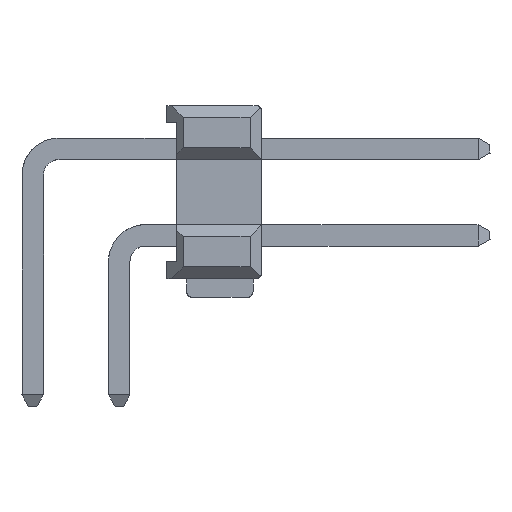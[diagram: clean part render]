
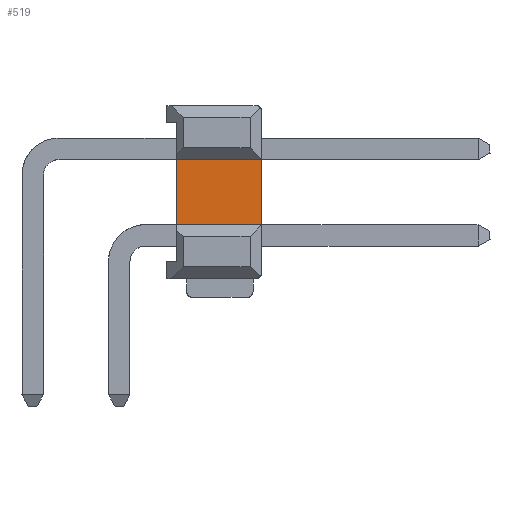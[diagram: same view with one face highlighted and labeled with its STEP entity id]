
A CAD part, left-side view. The second image highlights one B-rep face of the part: STEP entity #519.
In plain terms, the highlighted planar face has unit normal (-1, 0, 0).
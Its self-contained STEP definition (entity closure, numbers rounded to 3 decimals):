
#519=ADVANCED_FACE('',(#1319),#26204,.T.);
#1319=FACE_OUTER_BOUND('',#2122,.T.);
#2122=EDGE_LOOP('',(#3135,#3136,#3137,#3138));
#3135=ORIENTED_EDGE('',*,*,#17494,.T.);
#3136=ORIENTED_EDGE('',*,*,#17484,.F.);
#3137=ORIENTED_EDGE('',*,*,#17491,.F.);
#3138=ORIENTED_EDGE('',*,*,#17487,.F.);
#6919=(
BOUNDED_CURVE()
B_SPLINE_CURVE(1,(#29204,#29205,#29206,#29207),.UNSPECIFIED.,.F.,.F.)
B_SPLINE_CURVE_WITH_KNOTS((2,1,1,2),(-12.607,-11.825,
-11.479,-10.697),.UNSPECIFIED.)
CURVE()
GEOMETRIC_REPRESENTATION_ITEM()
RATIONAL_B_SPLINE_CURVE((1.,1.,1.,1.))
REPRESENTATION_ITEM('')
);
#6922=(
BOUNDED_CURVE()
B_SPLINE_CURVE(1,(#29222,#29223,#29224,#29225),.UNSPECIFIED.,.F.,.F.)
B_SPLINE_CURVE_WITH_KNOTS((2,1,1,2),(-12.607,-11.825,
-11.479,-10.697),.UNSPECIFIED.)
CURVE()
GEOMETRIC_REPRESENTATION_ITEM()
RATIONAL_B_SPLINE_CURVE((1.,1.,1.,1.))
REPRESENTATION_ITEM('')
);
#7592=PCURVE('',#26198,#11572);
#7604=PCURVE('',#26200,#11584);
#7613=PCURVE('',#26202,#11593);
#7635=PCURVE('',#26204,#11615);
#7636=PCURVE('',#26204,#11616);
#7637=PCURVE('',#26204,#11617);
#7638=PCURVE('',#26204,#11618);
#7641=PCURVE('',#26205,#11621);
#11572=DEFINITIONAL_REPRESENTATION('',(#19628),#46566);
#11584=DEFINITIONAL_REPRESENTATION('',(#19643),#46566);
#11593=DEFINITIONAL_REPRESENTATION('',(#19656),#46566);
#11615=DEFINITIONAL_REPRESENTATION('',(#19680),#46566);
#11616=DEFINITIONAL_REPRESENTATION('',(#19681),#46566);
#11617=DEFINITIONAL_REPRESENTATION('',(#19682),#46566);
#11618=DEFINITIONAL_REPRESENTATION('',(#19683),#46566);
#11621=DEFINITIONAL_REPRESENTATION('',(#6922),#46566);
#15494=SURFACE_CURVE('',#19627,(#7592,#7636),.PCURVE_S1.);
#15497=SURFACE_CURVE('',#19642,(#7604,#7638),.PCURVE_S1.);
#15501=SURFACE_CURVE('',#19655,(#7613,#7637),.PCURVE_S1.);
#15504=SURFACE_CURVE('',#6919,(#7635,#7641),.PCURVE_S1.);
#17484=EDGE_CURVE('',#24900,#24894,#15494,.T.);
#17487=EDGE_CURVE('',#24898,#24902,#15497,.T.);
#17491=EDGE_CURVE('',#24902,#24900,#15501,.T.);
#17494=EDGE_CURVE('',#24898,#24894,#15504,.T.);
#19627=B_SPLINE_CURVE_WITH_KNOTS('',1,(#29076,#29077),.UNSPECIFIED.,.F.,
 .F.,(2,2),(-4.97,-2.47),.UNSPECIFIED.);
#19628=B_SPLINE_CURVE_WITH_KNOTS('',1,(#29078,#29079),.UNSPECIFIED.,.F.,
 .F.,(2,2),(-4.97,-2.47),.UNSPECIFIED.);
#19642=B_SPLINE_CURVE_WITH_KNOTS('',1,(#29118,#29119),.UNSPECIFIED.,.F.,
 .F.,(2,2),(-9.38,-6.88),.UNSPECIFIED.);
#19643=B_SPLINE_CURVE_WITH_KNOTS('',1,(#29120,#29121),.UNSPECIFIED.,.F.,
 .F.,(2,2),(-9.38,-6.88),.UNSPECIFIED.);
#19655=B_SPLINE_CURVE_WITH_KNOTS('',1,(#29149,#29150),.UNSPECIFIED.,.F.,
 .F.,(2,2),(-6.88,-4.97),.UNSPECIFIED.);
#19656=B_SPLINE_CURVE_WITH_KNOTS('',1,(#29151,#29152),.UNSPECIFIED.,.F.,
 .F.,(2,2),(-6.88,-4.97),.UNSPECIFIED.);
#19680=B_SPLINE_CURVE_WITH_KNOTS('',1,(#29208,#29209,#29210,#29211),
 .UNSPECIFIED.,.F.,.F.,(2,1,1,2),(-12.607,-11.825,-11.479,
-10.697),.UNSPECIFIED.);
#19681=B_SPLINE_CURVE_WITH_KNOTS('',1,(#29212,#29213),.UNSPECIFIED.,.F.,
 .F.,(2,2),(-4.97,-2.47),.UNSPECIFIED.);
#19682=B_SPLINE_CURVE_WITH_KNOTS('',1,(#29214,#29215),.UNSPECIFIED.,.F.,
 .F.,(2,2),(-6.88,-4.97),.UNSPECIFIED.);
#19683=B_SPLINE_CURVE_WITH_KNOTS('',1,(#29216,#29217),.UNSPECIFIED.,.F.,
 .F.,(2,2),(-9.38,-6.88),.UNSPECIFIED.);
#24894=VERTEX_POINT('',#28340);
#24898=VERTEX_POINT('',#28344);
#24900=VERTEX_POINT('',#28346);
#24902=VERTEX_POINT('',#28348);
#26198=PLANE('',#26888);
#26200=PLANE('',#26890);
#26202=PLANE('',#26892);
#26204=PLANE('',#26894);
#26205=PLANE('',#26895);
#26888=AXIS2_PLACEMENT_3D('',#28249,#27562,$);
#26890=AXIS2_PLACEMENT_3D('',#28251,#27564,$);
#26892=AXIS2_PLACEMENT_3D('',#28253,#27566,$);
#26894=AXIS2_PLACEMENT_3D('',#28255,#27568,$);
#26895=AXIS2_PLACEMENT_3D('',#28256,#27569,$);
#27562=DIRECTION('',(-0.707,0.,-0.707));
#27564=DIRECTION('',(-0.707,0.,0.707));
#27566=DIRECTION('',(0.,1.,0.));
#27568=DIRECTION('',(-1.,0.,0.));
#27569=DIRECTION('',(0.,-1.,0.));
#28249=CARTESIAN_POINT('',(-0.925,2.163,4.045));
#28251=CARTESIAN_POINT('',(-0.925,2.163,2.135));
#28253=CARTESIAN_POINT('',(-1.08,-1.687,1.05));
#28255=CARTESIAN_POINT('',(-0.925,-1.662,4.064));
#28256=CARTESIAN_POINT('',(0.943,-4.187,5.505));
#28340=CARTESIAN_POINT('',(-0.925,-4.187,4.045));
#28344=CARTESIAN_POINT('',(-0.925,-4.187,2.135));
#28346=CARTESIAN_POINT('',(-0.925,-1.687,4.045));
#28348=CARTESIAN_POINT('',(-0.925,-1.687,2.135));
#29076=CARTESIAN_POINT('',(-0.925,-1.687,4.045));
#29077=CARTESIAN_POINT('',(-0.925,-4.187,4.045));
#29078=CARTESIAN_POINT('',(3.85,0.));
#29079=CARTESIAN_POINT('',(6.35,0.));
#29118=CARTESIAN_POINT('',(-0.925,-4.187,2.135));
#29119=CARTESIAN_POINT('',(-0.925,-1.687,2.135));
#29120=CARTESIAN_POINT('',(0.,6.35));
#29121=CARTESIAN_POINT('',(0.,3.85));
#29149=CARTESIAN_POINT('',(-0.925,-1.687,2.135));
#29150=CARTESIAN_POINT('',(-0.925,-1.687,4.045));
#29151=CARTESIAN_POINT('',(1.085,0.155));
#29152=CARTESIAN_POINT('',(2.995,0.155));
#29204=CARTESIAN_POINT('',(-0.925,-4.187,2.135));
#29205=CARTESIAN_POINT('',(-0.925,-4.187,2.917));
#29206=CARTESIAN_POINT('',(-0.925,-4.187,3.263));
#29207=CARTESIAN_POINT('',(-0.925,-4.187,4.045));
#29208=CARTESIAN_POINT('',(0.,0.));
#29209=CARTESIAN_POINT('',(-0.782,0.));
#29210=CARTESIAN_POINT('',(-1.128,0.));
#29211=CARTESIAN_POINT('',(-1.91,0.));
#29212=CARTESIAN_POINT('',(-1.91,-2.5));
#29213=CARTESIAN_POINT('',(-1.91,0.));
#29214=CARTESIAN_POINT('',(0.,-2.5));
#29215=CARTESIAN_POINT('',(-1.91,-2.5));
#29216=CARTESIAN_POINT('',(0.,0.));
#29217=CARTESIAN_POINT('',(0.,-2.5));
#29222=CARTESIAN_POINT('',(1.849,3.322));
#29223=CARTESIAN_POINT('',(1.849,2.54));
#29224=CARTESIAN_POINT('',(1.849,2.195));
#29225=CARTESIAN_POINT('',(1.849,1.412));
#46566=(
GEOMETRIC_REPRESENTATION_CONTEXT(2)
PARAMETRIC_REPRESENTATION_CONTEXT()
REPRESENTATION_CONTEXT('pspace','')
);
